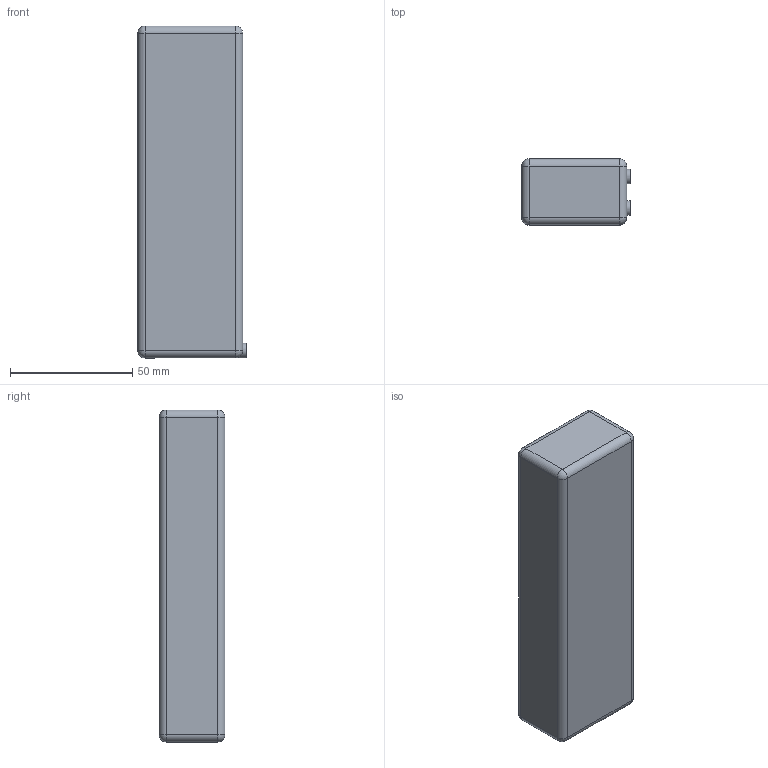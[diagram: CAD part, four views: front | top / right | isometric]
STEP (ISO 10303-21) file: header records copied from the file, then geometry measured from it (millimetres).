
FILE_DESCRIPTION(/* description */ (''),/* implementation_level */ '2;1');
FILE_NAME(/* name */ 'battery-4s-5000mah-100c.step',/* time_stamp */ '2025-11-25T22:22:56-05:00',/* author */ (''),/* organization */ (''),/* preprocessor_version */ 'ST-DEVELOPER v20.1',/* originating_system */ 'Autodesk Translation Framework v14.21.0.0',/* authorisation */ '');
FILE_SCHEMA (('AUTOMOTIVE_DESIGN { 1 0 10303 214 3 1 1 }','MODEL_BASED_INTEGRATED_MANUFACTURING_SCHEMA'));
Length unit declared in the file: millimetre
Products named in the file (2): Bashing_3S1P_11.1V_5000mAH_60c; Component1
Assembly tree (1 placements, depth 2):
  Bashing_3S1P_11.1V_5000mAH_60c
    Component1
Bounding box: 44.5 x 27 x 136 mm (x, y, z)
Volume: 156437.7 mm3; surface area: 20362 mm2
Topology: 1 solids, 1 shells, 32 faces, 66 edges, 36 vertices
Faces by surface type: cylinder 14, plane 10, sphere 8
Full cylindrical faces by diameter (mm): 6 x2
Entity records: 912 total; most frequent: DIRECTION 172, CARTESIAN_POINT 137, ORIENTED_EDGE 132, AXIS2_PLACEMENT_3D 71, EDGE_CURVE 66, VERTEX_POINT 36, FACE_OUTER_BOUND 32, EDGE_LOOP 32
